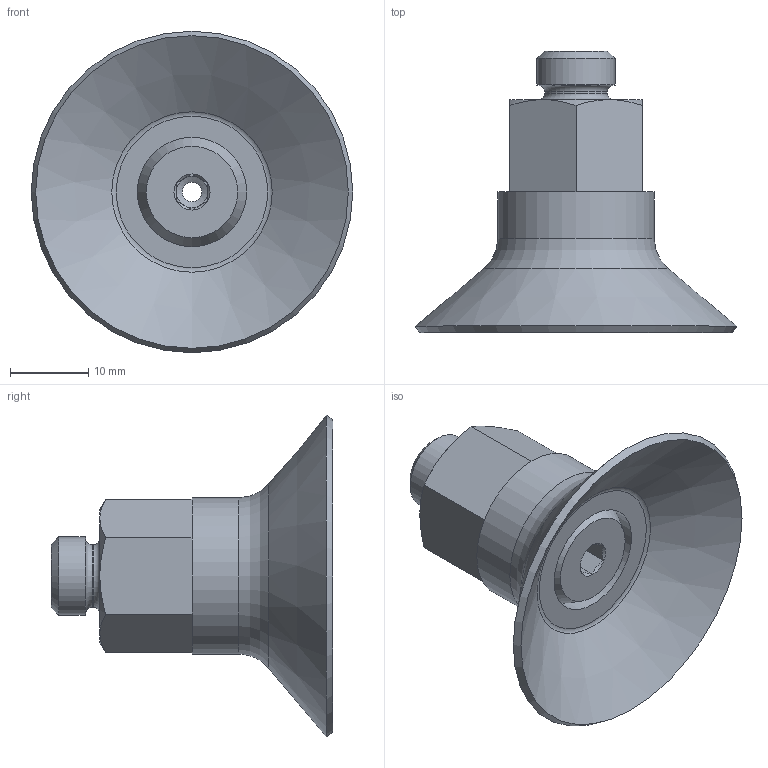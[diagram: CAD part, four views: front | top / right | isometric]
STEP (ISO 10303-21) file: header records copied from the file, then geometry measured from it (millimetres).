
FILE_DESCRIPTION(/* description */ ('STEP AP214'),/* implementation_level */ '2;1');
FILE_NAME(/* name */ '525973_ESS-40-GT-M10',/* time_stamp */ '2024-08-28T09:23:36+02:00',/* author */ ('License CC BY-ND 4.0'),/* organization */ ('CADENAS'),/* preprocessor_version */ 'ST-DEVELOPER v19.3',/* originating_system */ 'PARTsolutions',/* authorisation */ ' ');
FILE_SCHEMA (('AUTOMOTIVE_DESIGN {1 0 10303 214 3 1 1}'));
Length unit declared in the file: millimetre
Products named in the file (1): 525973 ESS-40-GT-M10
Bounding box: 41.15 x 36 x 41.15 mm (x, y, z)
Volume: 8510.6 mm3; surface area: 4996.5 mm2
Topology: 1 solids, 1 shells, 51 faces, 103 edges, 57 vertices
Faces by surface type: plane 23, cone 19, cylinder 5, torus 4
Full cylindrical faces by diameter (mm): 2.5 x1, 8 x1, 10 x1, 14 x1, 20 x1
Entity records: 1605 total; most frequent: CARTESIAN_POINT 252, DIRECTION 208, ORIENTED_EDGE 170, AXIS2_PLACEMENT_3D 89, EDGE_CURVE 85, EDGE_LOOP 72, FACE_BOUND 72, VERTEX_POINT 55
